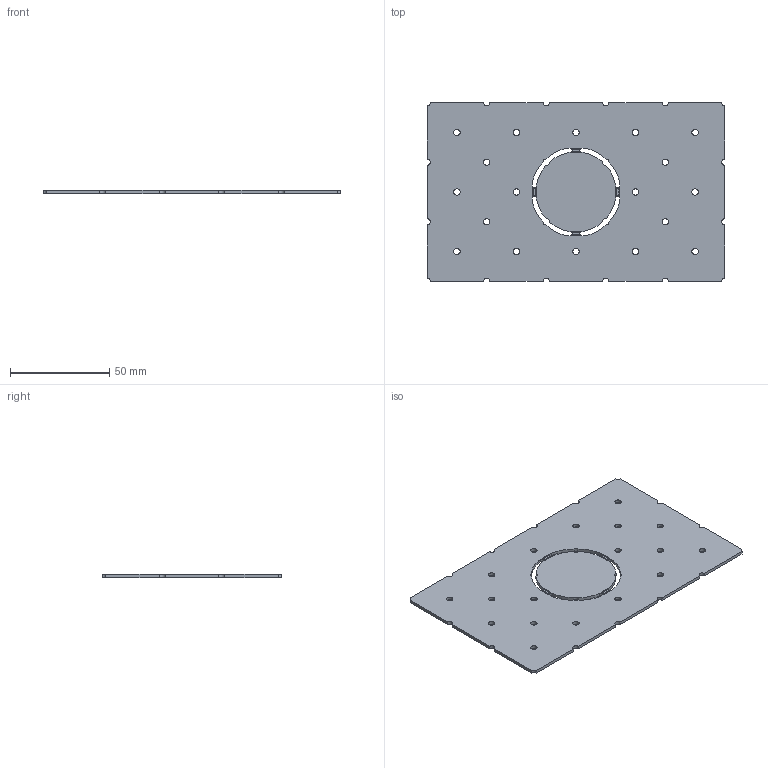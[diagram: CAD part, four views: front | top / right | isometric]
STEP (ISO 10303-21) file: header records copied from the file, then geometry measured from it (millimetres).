
FILE_DESCRIPTION(('KiCad electronic assembly'),'2;1');
FILE_NAME('staging-plate-small-cam.step','2025-03-20T11:18:28',('Pcbnew' ),('Kicad'),'Open CASCADE STEP processor 7.5', 'KiCad to STEP converter','Unknown');
FILE_SCHEMA(('AUTOMOTIVE_DESIGN { 1 0 10303 214 1 1 1 1 }'));
Length unit declared in the file: millimetre
Products named in the file (2): staging-plate-small-cam 1; _autosave-staging-plate-small-cam PCB
Assembly tree (1 placements, depth 2):
  staging-plate-small-cam 1
    _autosave-staging-plate-small-cam PCB
Bounding box: 149.8 x 89.8 x 1.59 mm (x, y, z)
Volume: 20635.7 mm3; surface area: 27546.7 mm2
Topology: 1 solids, 1 shells, 140 faces, 414 edges, 276 vertices
Faces by surface type: cylinder 114, plane 26
Full cylindrical faces by diameter (mm): 0.5 x48, 3.2 x18
Entity records: 10515 total; most frequent: DIRECTION 1754, CARTESIAN_POINT 1660, ORIENTED_EDGE 828, PCURVE 828, DEFINITIONAL_REPRESENTATION 828, LINE 786, VECTOR 786, CIRCLE 456
